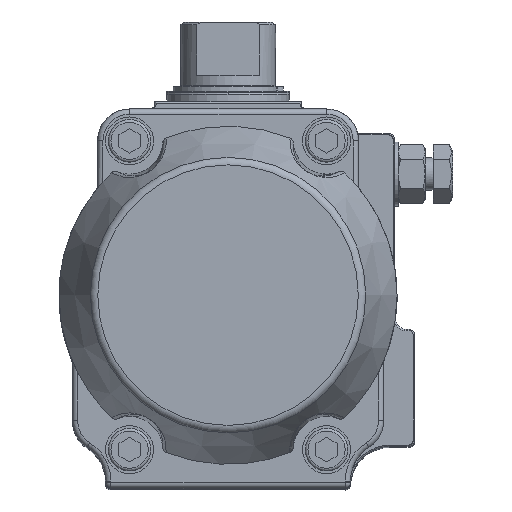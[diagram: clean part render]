
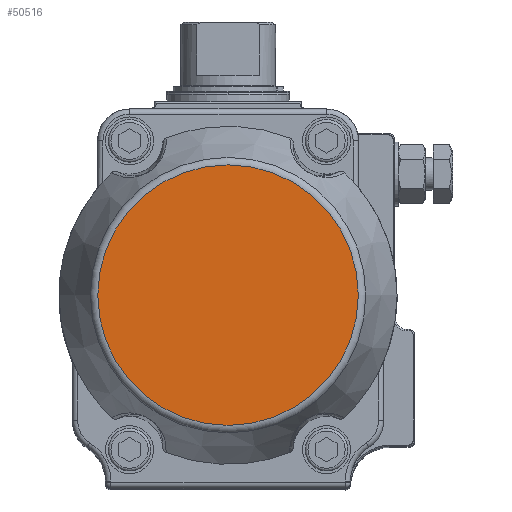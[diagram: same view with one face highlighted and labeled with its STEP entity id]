
A CAD part, top view. The second image highlights one B-rep face of the part: STEP entity #50516.
In plain terms, the highlighted planar face has unit normal (0, 0, 1).
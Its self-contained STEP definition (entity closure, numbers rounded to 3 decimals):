
#16754 = AXIS2_PLACEMENT_3D ( 'NONE', #20165, #20167, #20169 ) ;
#16758 = CIRCLE ( 'NONE', #16754, 48.94 ) ;
#20165 = CARTESIAN_POINT ( 'NONE',  ( 0., 0., 152. ) ) ;
#20167 = DIRECTION ( 'NONE',  ( 0., 0., -1. ) ) ;
#20169 = DIRECTION ( 'NONE',  ( -1., 0., 0. ) ) ;
#23781 = AXIS2_PLACEMENT_3D ( 'NONE', #26151, #26152, #26153 ) ;
#26105 = PLANE ( 'NONE',  #23781 ) ;
#26130 = FACE_OUTER_BOUND ( 'NONE', #42046, .T. ) ;
#26151 = CARTESIAN_POINT ( 'NONE',  ( 0., 0., 152. ) ) ;
#26152 = DIRECTION ( 'NONE',  ( 0., 0., 1. ) ) ;
#26153 = DIRECTION ( 'NONE',  ( -1., 0., 0. ) ) ;
#26745 = ORIENTED_EDGE ( 'NONE', *, *, #49373, .F. ) ;
#42046 = EDGE_LOOP ( 'NONE', ( #26745 ) ) ;
#49373 = EDGE_CURVE ( 'NONE', #53646, #53646, #16758, .T. ) ;
#50516 = ADVANCED_FACE ( 'NONE', ( #26130 ), #26105, .T. ) ;
#53646 = VERTEX_POINT ( 'NONE', #53649 ) ;
#53649 = CARTESIAN_POINT ( 'NONE',  ( -48.94, 0., 152. ) ) ;
